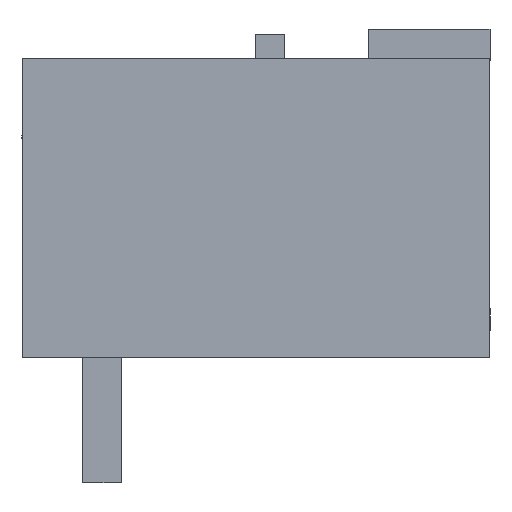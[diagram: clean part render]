
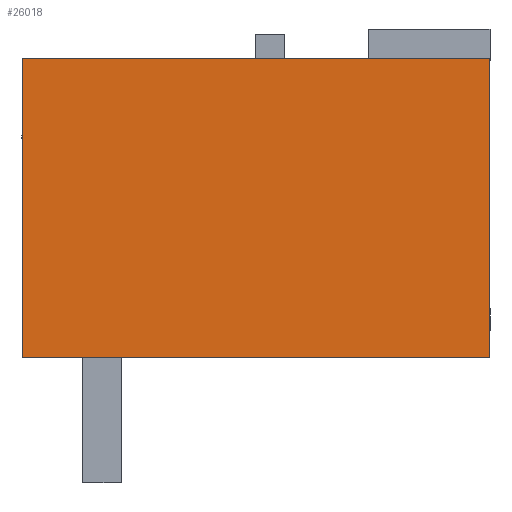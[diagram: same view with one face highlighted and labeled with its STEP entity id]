
A CAD part, left-side view. The second image highlights one B-rep face of the part: STEP entity #26018.
In plain terms, the highlighted planar face has unit normal (-1, 0, 0).
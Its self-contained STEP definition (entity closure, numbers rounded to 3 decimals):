
#26005=AXIS2_PLACEMENT_3D('Plane Axis2P3D',#26002,#26003,#26004) ;
#21384=CARTESIAN_POINT('Vertex',(0.,12.,3.2)) ;
#21387=CARTESIAN_POINT('Line Origine',(0.,12.,7.04)) ;
#21391=CARTESIAN_POINT('Vertex',(0.,12.,10.88)) ;
#22225=CARTESIAN_POINT('Vertex',(0.,0.,10.88)) ;
#22228=CARTESIAN_POINT('Line Origine',(0.,0.,7.04)) ;
#22232=CARTESIAN_POINT('Vertex',(0.,0.,3.2)) ;
#25775=CARTESIAN_POINT('Line Origine',(0.,6.,10.88)) ;
#26002=CARTESIAN_POINT('Axis2P3D Location',(0.,0.,10.88)) ;
#26007=CARTESIAN_POINT('Line Origine',(0.,6.,3.2)) ;
#21388=DIRECTION('Vector Direction',(0.,0.,-1.)) ;
#22229=DIRECTION('Vector Direction',(0.,0.,-1.)) ;
#25776=DIRECTION('Vector Direction',(0.,1.,0.)) ;
#26003=DIRECTION('Axis2P3D Direction',(1.,0.,0.)) ;
#26004=DIRECTION('Axis2P3D XDirection',(0.,0.,-1.)) ;
#26008=DIRECTION('Vector Direction',(0.,1.,0.)) ;
#21389=VECTOR('Line Direction',#21388,1.) ;
#22230=VECTOR('Line Direction',#22229,1.) ;
#25777=VECTOR('Line Direction',#25776,1.) ;
#26009=VECTOR('Line Direction',#26008,1.) ;
#26013=ORIENTED_EDGE('',*,*,#26011,.F.) ;
#26014=ORIENTED_EDGE('',*,*,#22234,.F.) ;
#26015=ORIENTED_EDGE('',*,*,#25779,.T.) ;
#26016=ORIENTED_EDGE('',*,*,#21393,.F.) ;
#26018=ADVANCED_FACE('Body',(#26017),#26006,.F.) ;
#21393=EDGE_CURVE('',#21385,#21392,#21390,.F.) ;
#22234=EDGE_CURVE('',#22226,#22233,#22231,.T.) ;
#25779=EDGE_CURVE('',#22226,#21392,#25778,.T.) ;
#26011=EDGE_CURVE('',#22233,#21385,#26010,.T.) ;
#26012=EDGE_LOOP('',(#26013,#26014,#26015,#26016)) ;
#26017=FACE_OUTER_BOUND('',#26012,.T.) ;
#21390=LINE('Line',#21387,#21389) ;
#22231=LINE('Line',#22228,#22230) ;
#25778=LINE('Line',#25775,#25777) ;
#26010=LINE('Line',#26007,#26009) ;
#26006=PLANE('',#26005) ;
#21385=VERTEX_POINT('',#21384) ;
#21392=VERTEX_POINT('',#21391) ;
#22226=VERTEX_POINT('',#22225) ;
#22233=VERTEX_POINT('',#22232) ;
